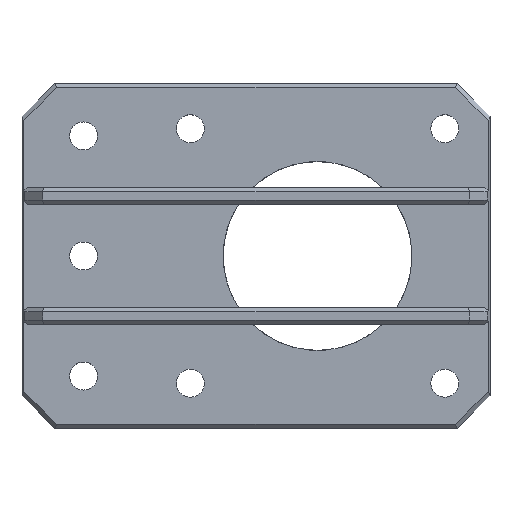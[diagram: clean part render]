
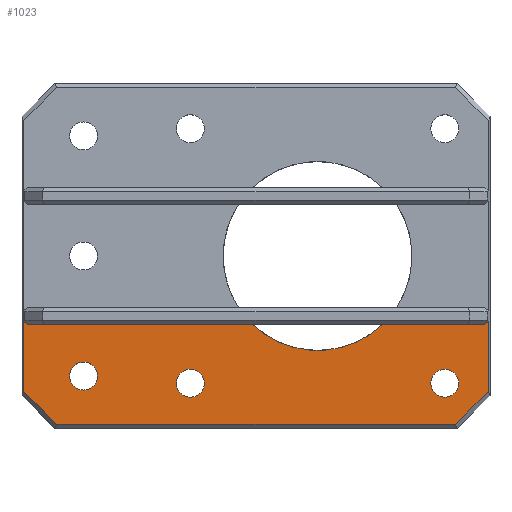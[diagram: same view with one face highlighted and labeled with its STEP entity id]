
A CAD part, top view. The second image highlights one B-rep face of the part: STEP entity #1023.
In plain terms, the highlighted planar face has unit normal (0, 0, 1).
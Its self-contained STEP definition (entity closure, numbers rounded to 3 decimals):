
#28=FACE_BOUND('',#152,.T.);
#29=FACE_BOUND('',#153,.T.);
#30=FACE_BOUND('',#154,.T.);
#46=CIRCLE('',#1096,11.5);
#47=CIRCLE('',#1097,1.7);
#48=CIRCLE('',#1098,1.7);
#49=CIRCLE('',#1099,1.7);
#97=FACE_OUTER_BOUND('',#151,.T.);
#151=EDGE_LOOP('',(#819,#820,#821,#822,#823,#824,#825,#826,#827,#828));
#152=EDGE_LOOP('',(#829));
#153=EDGE_LOOP('',(#830));
#154=EDGE_LOOP('',(#831));
#199=LINE('',#1447,#319);
#211=LINE('',#1470,#331);
#225=LINE('',#1500,#345);
#227=LINE('',#1504,#347);
#267=LINE('',#1582,#387);
#269=LINE('',#1586,#389);
#272=LINE('',#1591,#392);
#282=LINE('',#1610,#402);
#284=LINE('',#1613,#404);
#319=VECTOR('',#1158,10.);
#331=VECTOR('',#1176,10.);
#345=VECTOR('',#1198,10.);
#347=VECTOR('',#1202,10.);
#387=VECTOR('',#1266,10.);
#389=VECTOR('',#1270,10.);
#392=VECTOR('',#1275,10.);
#402=VECTOR('',#1293,10.);
#404=VECTOR('',#1295,10.);
#438=VERTEX_POINT('',#1444);
#439=VERTEX_POINT('',#1446);
#447=VERTEX_POINT('',#1468);
#458=VERTEX_POINT('',#1497);
#459=VERTEX_POINT('',#1499);
#460=VERTEX_POINT('',#1503);
#486=VERTEX_POINT('',#1581);
#487=VERTEX_POINT('',#1585);
#493=VERTEX_POINT('',#1609);
#494=VERTEX_POINT('',#1611);
#499=VERTEX_POINT('',#1631);
#500=VERTEX_POINT('',#1633);
#501=VERTEX_POINT('',#1635);
#527=EDGE_CURVE('',#439,#438,#199,.T.);
#539=EDGE_CURVE('',#447,#438,#211,.F.);
#553=EDGE_CURVE('',#459,#458,#225,.T.);
#555=EDGE_CURVE('',#460,#458,#227,.T.);
#595=EDGE_CURVE('',#439,#486,#267,.T.);
#597=EDGE_CURVE('',#486,#487,#269,.T.);
#600=EDGE_CURVE('',#487,#460,#272,.T.);
#610=EDGE_CURVE('',#493,#459,#282,.T.);
#612=EDGE_CURVE('',#447,#494,#284,.T.);
#621=EDGE_CURVE('',#494,#493,#46,.T.);
#622=EDGE_CURVE('',#499,#499,#47,.T.);
#623=EDGE_CURVE('',#500,#500,#48,.T.);
#624=EDGE_CURVE('',#501,#501,#49,.T.);
#819=ORIENTED_EDGE('',*,*,#595,.F.);
#820=ORIENTED_EDGE('',*,*,#527,.T.);
#821=ORIENTED_EDGE('',*,*,#539,.F.);
#822=ORIENTED_EDGE('',*,*,#612,.T.);
#823=ORIENTED_EDGE('',*,*,#621,.T.);
#824=ORIENTED_EDGE('',*,*,#610,.T.);
#825=ORIENTED_EDGE('',*,*,#553,.T.);
#826=ORIENTED_EDGE('',*,*,#555,.F.);
#827=ORIENTED_EDGE('',*,*,#600,.F.);
#828=ORIENTED_EDGE('',*,*,#597,.F.);
#829=ORIENTED_EDGE('',*,*,#622,.T.);
#830=ORIENTED_EDGE('',*,*,#623,.T.);
#831=ORIENTED_EDGE('',*,*,#624,.T.);
#978=PLANE('',#1095);
#1023=ADVANCED_FACE('',(#97,#28,#29,#30),#978,.T.);
#1095=AXIS2_PLACEMENT_3D('',#1629,#1314,#1315);
#1096=AXIS2_PLACEMENT_3D('',#1630,#1316,#1317);
#1097=AXIS2_PLACEMENT_3D('',#1632,#1318,#1319);
#1098=AXIS2_PLACEMENT_3D('',#1634,#1320,#1321);
#1099=AXIS2_PLACEMENT_3D('',#1636,#1322,#1323);
#1158=DIRECTION('',(0.,1.,0.));
#1176=DIRECTION('',(-0.816,-0.577,0.));
#1198=DIRECTION('',(-0.816,0.577,0.));
#1202=DIRECTION('',(0.,1.,0.));
#1266=DIRECTION('',(-0.707,-0.707,0.));
#1270=DIRECTION('',(-1.,0.,0.));
#1275=DIRECTION('',(-0.707,0.707,0.));
#1293=DIRECTION('',(-1.,0.,0.));
#1295=DIRECTION('',(-1.,0.,0.));
#1314=DIRECTION('center_axis',(0.,0.,1.));
#1315=DIRECTION('ref_axis',(1.,0.,0.));
#1316=DIRECTION('center_axis',(0.,0.,-1.));
#1317=DIRECTION('ref_axis',(1.,0.,0.));
#1318=DIRECTION('center_axis',(0.,0.,-1.));
#1319=DIRECTION('ref_axis',(-1.,0.,0.));
#1320=DIRECTION('center_axis',(0.,0.,-1.));
#1321=DIRECTION('ref_axis',(-1.,0.,0.));
#1322=DIRECTION('center_axis',(0.,0.,-1.));
#1323=DIRECTION('ref_axis',(-1.,0.,0.));
#1444=CARTESIAN_POINT('',(20.793,-7.959,2.5));
#1446=CARTESIAN_POINT('',(20.793,-16.5,2.5));
#1447=CARTESIAN_POINT('',(20.793,-7.875,2.5));
#1468=CARTESIAN_POINT('',(20.293,-8.312,2.5));
#1470=CARTESIAN_POINT('',(8.265,-16.817,2.5));
#1497=CARTESIAN_POINT('',(-35.793,-7.959,2.5));
#1499=CARTESIAN_POINT('',(-35.293,-8.312,2.5));
#1500=CARTESIAN_POINT('',(-28.015,-13.459,2.5));
#1503=CARTESIAN_POINT('',(-35.793,-16.5,2.5));
#1504=CARTESIAN_POINT('',(-35.793,7.875,2.5));
#1581=CARTESIAN_POINT('',(16.793,-20.5,2.5));
#1582=CARTESIAN_POINT('',(16.771,-20.521,2.5));
#1585=CARTESIAN_POINT('',(-31.793,-20.5,2.5));
#1586=CARTESIAN_POINT('',(-21.75,-20.5,2.5));
#1591=CARTESIAN_POINT('',(-31.771,-20.521,2.5));
#1609=CARTESIAN_POINT('',(-7.947,-8.312,2.5));
#1610=CARTESIAN_POINT('',(-21.75,-8.312,2.5));
#1611=CARTESIAN_POINT('',(7.947,-8.312,2.5));
#1613=CARTESIAN_POINT('',(-21.75,-8.312,2.5));
#1629=CARTESIAN_POINT('Origin',(-7.5,0.,
2.5));
#1630=CARTESIAN_POINT('Origin',(0.,0.,2.5));
#1631=CARTESIAN_POINT('',(-13.8,-15.5,2.5));
#1632=CARTESIAN_POINT('Origin',(-15.5,-15.5,2.5));
#1633=CARTESIAN_POINT('',(17.2,-15.5,2.5));
#1634=CARTESIAN_POINT('Origin',(15.5,-15.5,2.5));
#1635=CARTESIAN_POINT('',(-26.8,-14.625,2.5));
#1636=CARTESIAN_POINT('Origin',(-28.5,-14.625,2.5));
